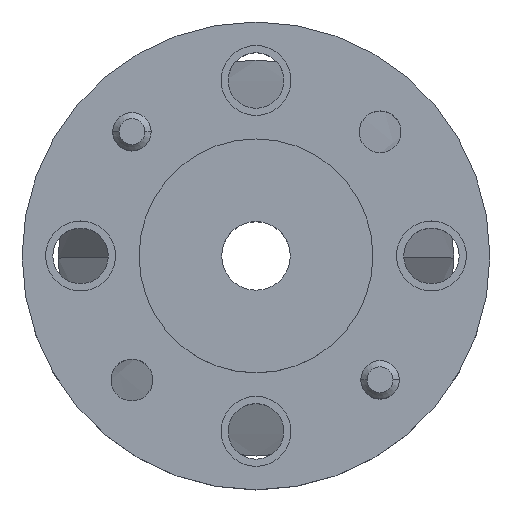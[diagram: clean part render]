
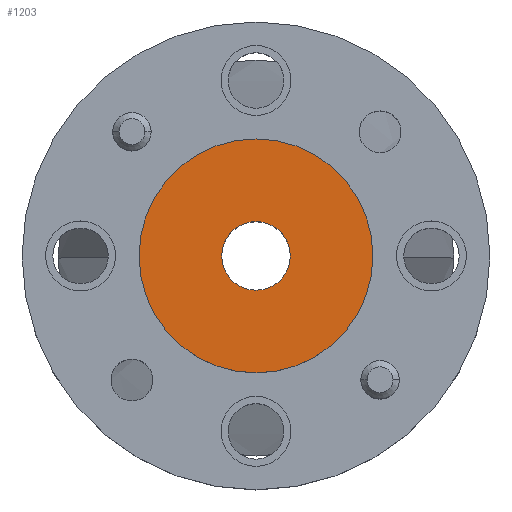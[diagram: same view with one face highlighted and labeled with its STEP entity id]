
A CAD part, top view. The second image highlights one B-rep face of the part: STEP entity #1203.
In plain terms, the highlighted planar face has unit normal (0, 0, 1).
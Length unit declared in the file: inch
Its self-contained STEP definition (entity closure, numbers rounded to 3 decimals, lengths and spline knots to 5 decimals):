
#8 = ORIENTED_EDGE ( 'NONE', *, *, #1396, .T. ) ;
#21 = AXIS2_PLACEMENT_3D ( 'NONE', #1091, #1715, #1114 ) ;
#64 = ORIENTED_EDGE ( 'NONE', *, *, #622, .F. ) ;
#80 = FACE_BOUND ( 'NONE', #383, .T. ) ;
#112 = DIRECTION ( 'NONE',  ( 0., 0., 1. ) ) ;
#202 = AXIS2_PLACEMENT_3D ( 'NONE', #1733, #1253, #1550 ) ;
#240 = VERTEX_POINT ( 'NONE', #632 ) ;
#291 = DIRECTION ( 'NONE',  ( 0., 0., 1. ) ) ;
#383 = EDGE_LOOP ( 'NONE', ( #64, #1422 ) ) ;
#553 = CARTESIAN_POINT ( 'NONE',  ( 0., 0., 0.037 ) ) ;
#601 = DIRECTION ( 'NONE',  ( 0., 0., 1. ) ) ;
#622 = EDGE_CURVE ( 'NONE', #955, #1947, #901, .T. ) ;
#632 = CARTESIAN_POINT ( 'NONE',  ( -0.1875, 0., 0.037 ) ) ;
#720 = FACE_OUTER_BOUND ( 'NONE', #1042, .T. ) ;
#781 = DIRECTION ( 'NONE',  ( 1., 0., 0. ) ) ;
#809 = CIRCLE ( 'NONE', #202, 0.1875 ) ;
#855 = EDGE_CURVE ( 'NONE', #1947, #955, #1289, .T. ) ;
#873 = DIRECTION ( 'NONE',  ( 1., 0., 0. ) ) ;
#901 = CIRCLE ( 'NONE', #21, 0.055 ) ;
#955 = VERTEX_POINT ( 'NONE', #1995 ) ;
#1013 = CIRCLE ( 'NONE', #1919, 0.1875 ) ;
#1042 = EDGE_LOOP ( 'NONE', ( #1233, #8 ) ) ;
#1059 = DIRECTION ( 'NONE',  ( 1., 0., 0. ) ) ;
#1082 = CARTESIAN_POINT ( 'NONE',  ( 0., 0., 0.037 ) ) ;
#1091 = CARTESIAN_POINT ( 'NONE',  ( 0., 0., 0.037 ) ) ;
#1114 = DIRECTION ( 'NONE',  ( 1., 0., 0. ) ) ;
#1160 = CARTESIAN_POINT ( 'NONE',  ( 0.1875, 0., 0.037 ) ) ;
#1203 = ADVANCED_FACE ( 'NONE', ( #80, #720 ), #1489, .T. ) ;
#1233 = ORIENTED_EDGE ( 'NONE', *, *, #1503, .T. ) ;
#1253 = DIRECTION ( 'NONE',  ( 0., 0., 1. ) ) ;
#1289 = CIRCLE ( 'NONE', #1451, 0.055 ) ;
#1369 = CARTESIAN_POINT ( 'NONE',  ( -0.055, 0., 0.037 ) ) ;
#1396 = EDGE_CURVE ( 'NONE', #1970, #240, #809, .T. ) ;
#1422 = ORIENTED_EDGE ( 'NONE', *, *, #855, .F. ) ;
#1451 = AXIS2_PLACEMENT_3D ( 'NONE', #1082, #601, #781 ) ;
#1461 = AXIS2_PLACEMENT_3D ( 'NONE', #1643, #112, #873 ) ;
#1489 = PLANE ( 'NONE',  #1461 ) ;
#1503 = EDGE_CURVE ( 'NONE', #240, #1970, #1013, .T. ) ;
#1550 = DIRECTION ( 'NONE',  ( 1., 0., 0. ) ) ;
#1643 = CARTESIAN_POINT ( 'NONE',  ( 0., 0., 0.037 ) ) ;
#1715 = DIRECTION ( 'NONE',  ( 0., 0., 1. ) ) ;
#1733 = CARTESIAN_POINT ( 'NONE',  ( 0., 0., 0.037 ) ) ;
#1919 = AXIS2_PLACEMENT_3D ( 'NONE', #553, #291, #1059 ) ;
#1947 = VERTEX_POINT ( 'NONE', #1369 ) ;
#1970 = VERTEX_POINT ( 'NONE', #1160 ) ;
#1995 = CARTESIAN_POINT ( 'NONE',  ( 0.055, 0., 0.037 ) ) ;
